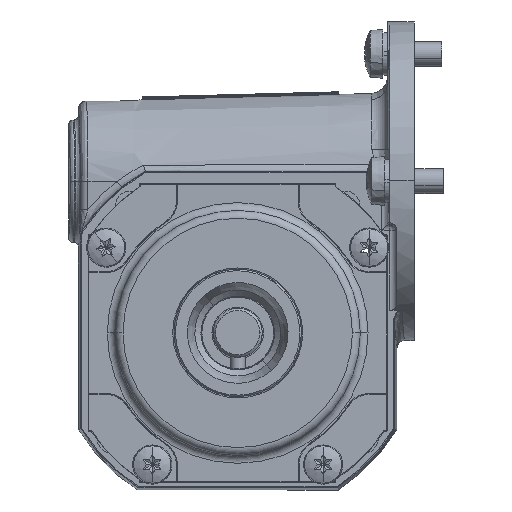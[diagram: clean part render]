
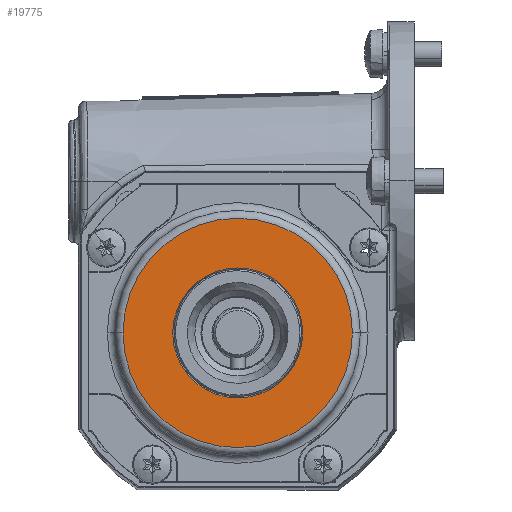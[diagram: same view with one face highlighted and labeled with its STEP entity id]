
A CAD part, top view. The second image highlights one B-rep face of the part: STEP entity #19775.
In plain terms, the highlighted planar face has unit normal (0, 0, 1).
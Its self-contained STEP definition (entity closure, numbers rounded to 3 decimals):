
#1312 = CARTESIAN_POINT ( 'NONE',  ( 0., -31., 30.5 ) ) ;
#1533 = DIRECTION ( 'NONE',  ( -1., 0., 0. ) ) ;
#1593 = DIRECTION ( 'NONE',  ( 0., 0., -1. ) ) ;
#1664 = DIRECTION ( 'NONE',  ( 0., 0., 1. ) ) ;
#1766 = DIRECTION ( 'NONE',  ( -1., 0., 0. ) ) ;
#2076 = CARTESIAN_POINT ( 'NONE',  ( 0., -31., 30.5 ) ) ;
#2798 = VERTEX_POINT ( 'NONE', #29011 ) ;
#2890 = VERTEX_POINT ( 'NONE', #28777 ) ;
#3013 = VERTEX_POINT ( 'NONE', #29016 ) ;
#3191 = VERTEX_POINT ( 'NONE', #5824 ) ;
#5824 = CARTESIAN_POINT ( 'NONE',  ( 13.264, -31., 30.5 ) ) ;
#8330 = AXIS2_PLACEMENT_3D ( 'NONE', #14351, #14352, #14353 ) ;
#8331 = AXIS2_PLACEMENT_3D ( 'NONE', #14356, #14357, #14358 ) ;
#11784 = CIRCLE ( 'NONE', #8330, 23.4 ) ;
#11786 = CIRCLE ( 'NONE', #8331, 13.264 ) ;
#14351 = CARTESIAN_POINT ( 'NONE',  ( 0., -31., 30.5 ) ) ;
#14352 = DIRECTION ( 'NONE',  ( 0., 0., 1. ) ) ;
#14353 = DIRECTION ( 'NONE',  ( -1., 0., 0. ) ) ;
#14356 = CARTESIAN_POINT ( 'NONE',  ( 0., -31., 30.5 ) ) ;
#14357 = DIRECTION ( 'NONE',  ( 0., 0., -1. ) ) ;
#14358 = DIRECTION ( 'NONE',  ( -1., 0., 0. ) ) ;
#15319 = EDGE_CURVE ( 'NONE', #2890, #3013, #28055, .T. ) ;
#15338 = EDGE_CURVE ( 'NONE', #3191, #2798, #28082, .T. ) ;
#19775 = ADVANCED_FACE ( 'NONE', ( #28331, #28329 ), #30056, .F. ) ;
#21703 = EDGE_CURVE ( 'NONE', #3013, #2890, #11784, .T. ) ;
#21704 = EDGE_CURVE ( 'NONE', #2798, #3191, #11786, .T. ) ;
#22204 = ORIENTED_EDGE ( 'NONE', *, *, #15338, .T. ) ;
#22205 = ORIENTED_EDGE ( 'NONE', *, *, #21704, .T. ) ;
#22206 = ORIENTED_EDGE ( 'NONE', *, *, #21703, .T. ) ;
#22207 = ORIENTED_EDGE ( 'NONE', *, *, #15319, .T. ) ;
#23055 = EDGE_LOOP ( 'NONE', ( #22204, #22205 ) ) ;
#23108 = EDGE_LOOP ( 'NONE', ( #22206, #22207 ) ) ;
#26281 = AXIS2_PLACEMENT_3D ( 'NONE', #2076, #1664, #1766 ) ;
#26291 = AXIS2_PLACEMENT_3D ( 'NONE', #1312, #1593, #1533 ) ;
#28055 = CIRCLE ( 'NONE', #26281, 23.4 ) ;
#28082 = CIRCLE ( 'NONE', #26291, 13.264 ) ;
#28329 = FACE_OUTER_BOUND ( 'NONE', #23108, .T. ) ;
#28331 = FACE_BOUND ( 'NONE', #23055, .T. ) ;
#28777 = CARTESIAN_POINT ( 'NONE',  ( 23.4, -31., 30.5 ) ) ;
#29011 = CARTESIAN_POINT ( 'NONE',  ( -13.264, -31., 30.5 ) ) ;
#29016 = CARTESIAN_POINT ( 'NONE',  ( -23.4, -31., 30.5 ) ) ;
#29124 = AXIS2_PLACEMENT_3D ( 'NONE', #30103, #30114, #30058 ) ;
#30056 = PLANE ( 'NONE',  #29124 ) ;
#30058 = DIRECTION ( 'NONE',  ( -1., 0., 0. ) ) ;
#30103 = CARTESIAN_POINT ( 'NONE',  ( 0., -6., 30.5 ) ) ;
#30114 = DIRECTION ( 'NONE',  ( 0., 0., -1. ) ) ;
